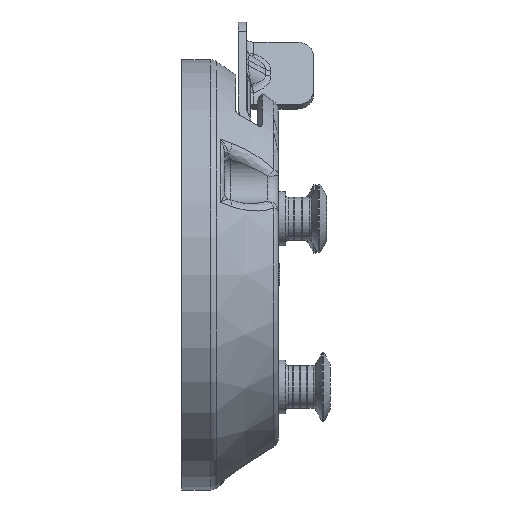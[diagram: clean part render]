
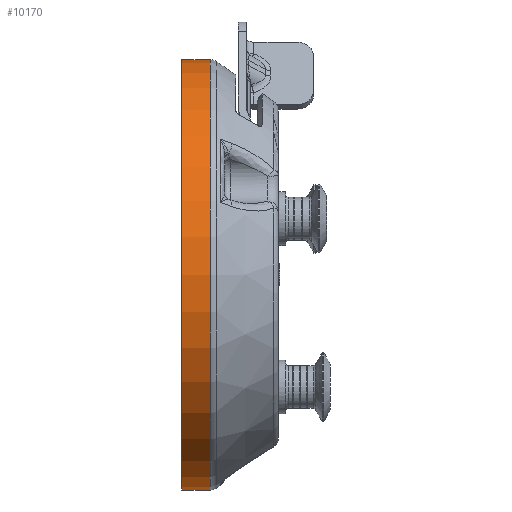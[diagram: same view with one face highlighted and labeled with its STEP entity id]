
A CAD part, top view. The second image highlights one B-rep face of the part: STEP entity #10170.
In plain terms, the highlighted cylindrical face has radius 63.5 mm (diameter 127 mm), a partial arc.
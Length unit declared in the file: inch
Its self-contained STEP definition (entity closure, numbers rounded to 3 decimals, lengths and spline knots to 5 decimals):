
#3160=CARTESIAN_POINT('',(0.33559,0.,0.));
#3161=DIRECTION('',(-1.,0.,0.));
#3162=DIRECTION('',(0.,-1.,0.));
#3163=AXIS2_PLACEMENT_3D('',#3160,#3161,#3162);
#3170=DIRECTION('',(-1.,0.,0.));
#3171=VECTOR('',#3170,0.33559);
#3172=CARTESIAN_POINT('',(0.33559,2.5,0.));
#3173=LINE('',#3172,#3171);
#3174=DIRECTION('',(-1.,0.,0.));
#3175=VECTOR('',#3174,0.33559);
#3176=CARTESIAN_POINT('',(0.33559,-2.5,0.));
#3177=LINE('',#3176,#3175);
#3183=CARTESIAN_POINT('',(0.,0.,0.));
#3184=DIRECTION('',(1.,0.,0.));
#3185=DIRECTION('',(0.,1.,0.));
#3186=AXIS2_PLACEMENT_3D('',#3183,#3184,#3185);
#3893=CARTESIAN_POINT('',(0.,2.5,0.));
#3894=CARTESIAN_POINT('',(0.,-2.5,0.));
#3895=VERTEX_POINT('',#3893);
#3896=VERTEX_POINT('',#3894);
#3897=CARTESIAN_POINT('',(0.33559,-2.5,0.));
#3898=CARTESIAN_POINT('',(0.33559,2.5,0.));
#3899=VERTEX_POINT('',#3897);
#3900=VERTEX_POINT('',#3898);
#10156=CARTESIAN_POINT('',(-0.05625,0.,0.));
#10157=DIRECTION('',(1.,0.,0.));
#10158=DIRECTION('',(0.,-1.,0.));
#10159=AXIS2_PLACEMENT_3D('',#10156,#10157,#10158);
#10160=CYLINDRICAL_SURFACE('',#10159,2.5);
#10161=ORIENTED_EDGE('',*,*,#10146,.F.);
#10163=ORIENTED_EDGE('',*,*,#10162,.T.);
#10165=ORIENTED_EDGE('',*,*,#10164,.F.);
#10167=ORIENTED_EDGE('',*,*,#10166,.F.);
#10168=EDGE_LOOP('',(#10161,#10163,#10165,#10167));
#10169=FACE_OUTER_BOUND('',#10168,.F.);
#10170=ADVANCED_FACE('',(#10169),#10160,.T.);
#3164=CIRCLE('',#3163,2.5);
#3187=CIRCLE('',#3186,2.5);
#10146=EDGE_CURVE('',#3899,#3900,#3164,.T.);
#10162=EDGE_CURVE('',#3899,#3896,#3177,.T.);
#10164=EDGE_CURVE('',#3895,#3896,#3187,.T.);
#10166=EDGE_CURVE('',#3900,#3895,#3173,.T.);
